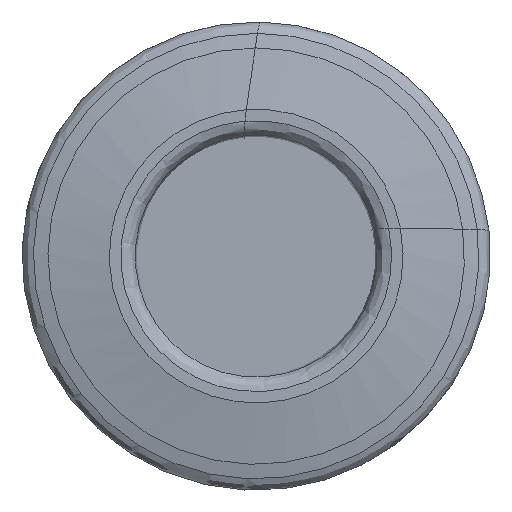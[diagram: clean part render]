
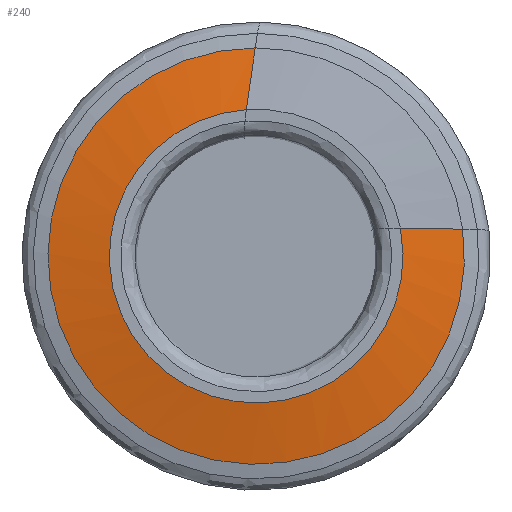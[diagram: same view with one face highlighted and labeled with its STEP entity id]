
A CAD part, left-side view. The second image highlights one B-rep face of the part: STEP entity #240.
In plain terms, the highlighted free-form (B-spline) face has degree [1, 3] with [2, 7] control points.
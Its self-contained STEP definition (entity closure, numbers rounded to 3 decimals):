
#40=(
BOUNDED_SURFACE()
B_SPLINE_SURFACE(1,3,((#1387,#1388,#1389,#1390,#1391,#1392,#1393),(#1394,
#1395,#1396,#1397,#1398,#1399,#1400)),.UNSPECIFIED.,.F.,.F.,.F.)
B_SPLINE_SURFACE_WITH_KNOTS((2,2),(4,3,4),(0.,1.),(0.,0.5,1.),
 .UNSPECIFIED.)
GEOMETRIC_REPRESENTATION_ITEM()
RATIONAL_B_SPLINE_SURFACE(((1.,0.569,0.569,1.,0.569,
0.569,1.),(1.,0.569,0.569,1.,0.569,
0.569,1.)))
REPRESENTATION_ITEM('')
SURFACE()
);
#72=LINE('',#1385,#96);
#73=LINE('',#1386,#97);
#96=VECTOR('',#1015,1.);
#97=VECTOR('',#1016,1.);
#240=ADVANCED_FACE('',(#281),#40,.F.);
#281=FACE_OUTER_BOUND('',#363,.T.);
#363=EDGE_LOOP('',(#472,#473,#474,#475));
#472=ORIENTED_EDGE('',*,*,#673,.F.);
#473=ORIENTED_EDGE('',*,*,#674,.F.);
#474=ORIENTED_EDGE('',*,*,#670,.T.);
#475=ORIENTED_EDGE('',*,*,#675,.F.);
#605=VERTEX_POINT('',#1377);
#606=VERTEX_POINT('',#1378);
#607=VERTEX_POINT('',#1383);
#608=VERTEX_POINT('',#1384);
#670=EDGE_CURVE('',#605,#606,#749,.T.);
#673=EDGE_CURVE('',#607,#608,#750,.T.);
#674=EDGE_CURVE('',#605,#607,#72,.T.);
#675=EDGE_CURVE('',#608,#606,#73,.T.);
#749=CIRCLE('',#838,7.841);
#750=CIRCLE('',#840,11.116);
#838=AXIS2_PLACEMENT_3D('',#1376,#1007,#1008);
#840=AXIS2_PLACEMENT_3D('',#1382,#1013,#1014);
#1007=DIRECTION('',(1.,0.,0.));
#1008=DIRECTION('',(0.,-0.982,0.191));
#1013=DIRECTION('',(1.,0.,0.));
#1014=DIRECTION('',(0.,-0.992,0.129));
#1015=DIRECTION('',(0.173,-0.985,-0.018));
#1016=DIRECTION('',(-0.173,0.141,-0.975));
#1376=CARTESIAN_POINT('',(0.,0.,0.));
#1377=CARTESIAN_POINT('',(0.,-7.696,1.5));
#1378=CARTESIAN_POINT('',(0.,0.526,7.823));
#1382=CARTESIAN_POINT('',(0.583,0.,0.));
#1383=CARTESIAN_POINT('',(0.583,-11.022,1.439));
#1384=CARTESIAN_POINT('',(0.583,0.05,11.116));
#1385=CARTESIAN_POINT('',(0.,-7.696,1.5));
#1386=CARTESIAN_POINT('',(0.,0.526,7.823));
#1387=CARTESIAN_POINT('',(0.,-7.696,1.5));
#1388=CARTESIAN_POINT('',(0.,-9.34,-6.934));
#1389=CARTESIAN_POINT('',(0.,-2.032,-11.454));
#1390=CARTESIAN_POINT('',(0.,4.78,-6.216));
#1391=CARTESIAN_POINT('',(0.,11.592,-0.977));
#1392=CARTESIAN_POINT('',(0.,9.1,7.246));
#1393=CARTESIAN_POINT('',(0.,0.526,7.823));
#1394=CARTESIAN_POINT('',(0.583,-11.022,1.439));
#1395=CARTESIAN_POINT('',(0.583,-12.599,-10.641));
#1396=CARTESIAN_POINT('',(0.583,-1.857,-16.386));
#1397=CARTESIAN_POINT('',(0.583,7.315,-8.37));
#1398=CARTESIAN_POINT('',(0.583,16.488,-0.353));
#1399=CARTESIAN_POINT('',(0.583,12.232,11.061));
#1400=CARTESIAN_POINT('',(0.583,0.05,11.116));
